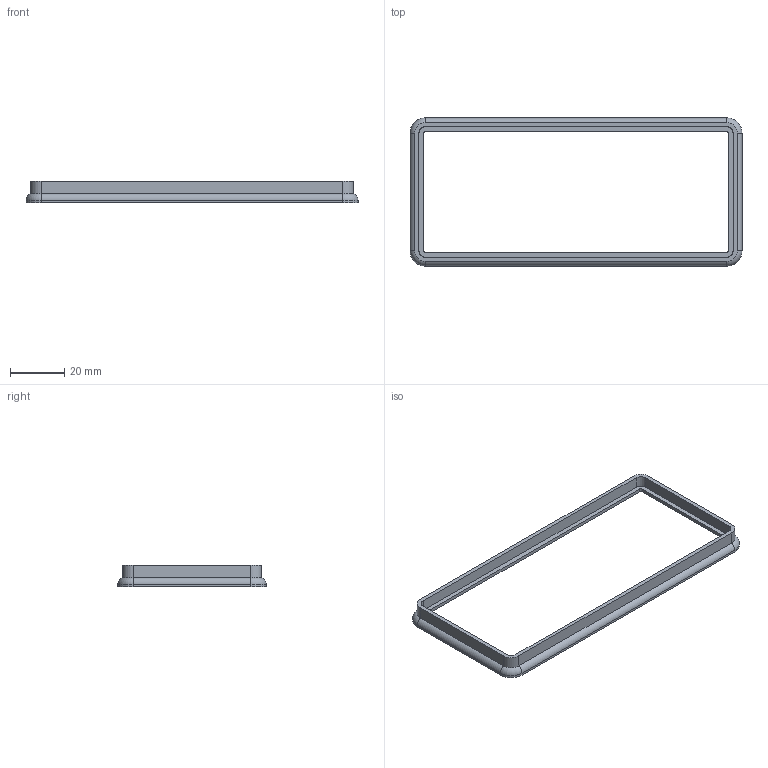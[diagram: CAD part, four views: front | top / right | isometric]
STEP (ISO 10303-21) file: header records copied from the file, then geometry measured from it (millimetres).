
FILE_DESCRIPTION(('SolidDesigner STEP Export'),'2;1');
FILE_NAME('1409817_HC_B16_TMS_EEE_PR_DI-select.stp','2013-04-04T13:50:30',(''),(''),'Creo Elements/Direct Modeling STEP processor for AP214 (Solid Model)','Creo Elements/Direct Modeling 18.1 06-May-2012 (C) Parametric Technology GmbH','');
FILE_SCHEMA(('AUTOMOTIVE_DESIGN { 1 0 10303 214 1 1 1 1 }'));
Length unit declared in the file: millimetre
Products named in the file (2): 1409817_HC_B16_TMS_EEE_PR_DI-select
Assembly tree (1 placements, depth 2):
  1409817_HC_B16_TMS_EEE_PR_DI-select
    1409817_HC_B16_TMS_EEE_PR_DI-select
Bounding box: 122.96 x 54.96 x 7.8 mm (x, y, z)
Volume: 4834.7 mm3; surface area: 7858.7 mm2
Topology: 1 solids, 1 shells, 60 faces, 144 edges, 88 vertices
Faces by surface type: plane 24, cylinder 24, torus 8, cone 4
Entity records: 2265 total; most frequent: DIRECTION 328, CARTESIAN_POINT 294, ORIENTED_EDGE 288, EDGE_CURVE 144, AXIS2_PLACEMENT_3D 122, VERTEX_POINT 88, VECTOR 84, LINE 84
